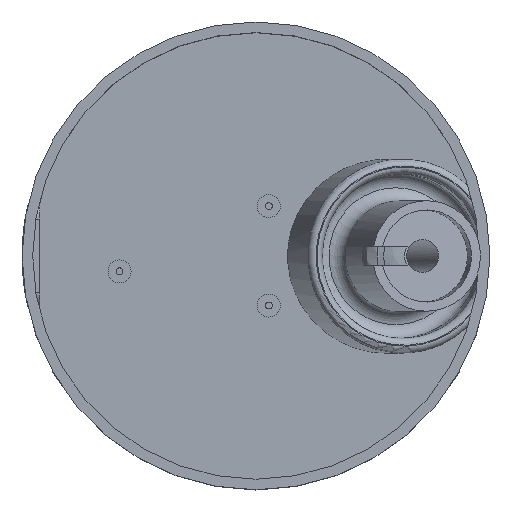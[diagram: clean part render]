
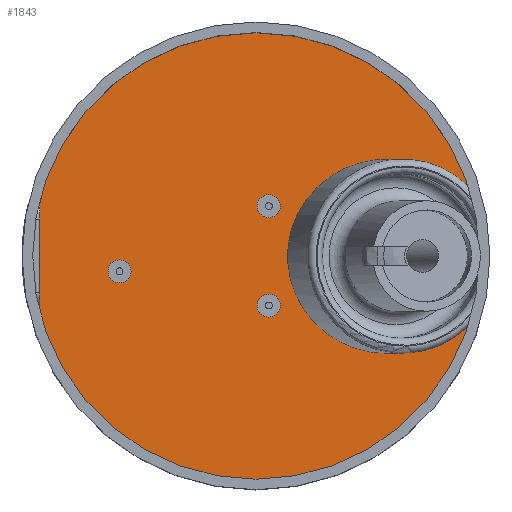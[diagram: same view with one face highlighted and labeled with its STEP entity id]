
A CAD part, top view. The second image highlights one B-rep face of the part: STEP entity #1843.
In plain terms, the highlighted planar face has unit normal (0, 0, 1).
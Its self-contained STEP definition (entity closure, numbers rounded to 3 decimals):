
#43=ELLIPSE('',#2022,2.488,2.425);
#45=ELLIPSE('',#2048,3.695,3.6);
#71=FACE_BOUND('',#414,.T.);
#72=FACE_BOUND('',#415,.T.);
#192=PLANE('',#2047);
#296=FACE_OUTER_BOUND('',#413,.T.);
#413=EDGE_LOOP('',(#1687));
#414=EDGE_LOOP('',(#1688));
#415=EDGE_LOOP('',(#1689));
#694=CIRCLE('',#2044,48.5);
#850=VERTEX_POINT('',#4293);
#874=VERTEX_POINT('',#4433);
#876=VERTEX_POINT('',#4442);
#1109=EDGE_CURVE('',#850,#850,#43,.T.);
#1144=EDGE_CURVE('',#874,#874,#694,.T.);
#1148=EDGE_CURVE('',#876,#876,#45,.T.);
#1687=ORIENTED_EDGE('',*,*,#1144,.T.);
#1688=ORIENTED_EDGE('',*,*,#1109,.T.);
#1689=ORIENTED_EDGE('',*,*,#1148,.F.);
#1843=ADVANCED_FACE('',(#296,#71,#72),#192,.F.);
#2022=AXIS2_PLACEMENT_3D('',#4294,#2466,#2467);
#2044=AXIS2_PLACEMENT_3D('',#4435,#2525,#2526);
#2047=AXIS2_PLACEMENT_3D('',#4441,#2533,#2534);
#2048=AXIS2_PLACEMENT_3D('',#4443,#2535,#2536);
#2466=DIRECTION('center_axis',(0.,0.,-1.));
#2467=DIRECTION('ref_axis',(1.,0.,0.));
#2525=DIRECTION('center_axis',(0.,0.,1.));
#2526=DIRECTION('ref_axis',(1.,0.,0.));
#2533=DIRECTION('center_axis',(0.,0.,-1.));
#2534=DIRECTION('ref_axis',(-1.,0.,0.));
#2535=DIRECTION('center_axis',(0.,0.,1.));
#2536=DIRECTION('ref_axis',(1.,0.,0.));
#4293=CARTESIAN_POINT('',(43.567,-2.425,2.));
#4294=CARTESIAN_POINT('Origin',(43.567,0.,2.));
#4433=CARTESIAN_POINT('',(-48.5,0.,2.));
#4435=CARTESIAN_POINT('Origin',(0.,0.,2.));
#4441=CARTESIAN_POINT('Origin',(28.035,-0.037,2.));
#4442=CARTESIAN_POINT('',(28.502,-3.637,2.));
#4443=CARTESIAN_POINT('Origin',(28.502,-0.037,2.));
